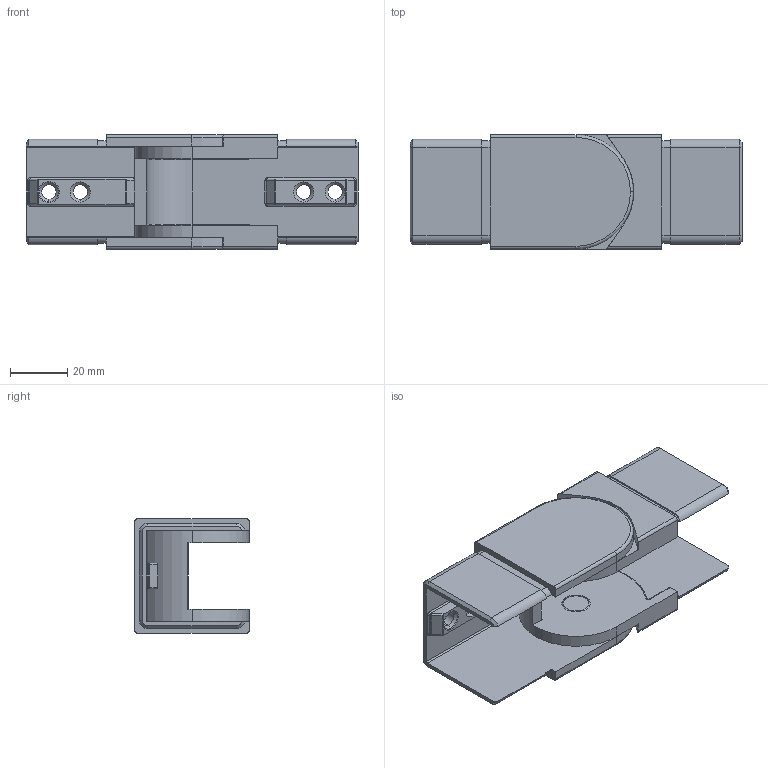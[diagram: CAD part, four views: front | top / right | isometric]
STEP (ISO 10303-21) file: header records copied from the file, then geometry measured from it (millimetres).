
FILE_DESCRIPTION (( 'STEP AP203' ), '1' );
FILE_NAME ('A14_6302-040.STEP', '2023-05-24T10:49:00', ( '' ), ( '' ), 'SwSTEP 2.0', 'SolidWorks 2019', '' );
FILE_SCHEMA (( 'CONFIG_CONTROL_DESIGN' ));
Length unit declared in the file: millimetre
Products named in the file (4): A14_6302-040.P2; A14_6302-040.P3; A14_6302-040; A14_6302-040.P1
Assembly tree (4 placements, depth 2):
  A14_6302-040
    A14_6302-040.P1
    A14_6302-040.P2
    A14_6302-040.P3  x2
Bounding box: 116 x 40 x 40 mm (x, y, z)
Volume: 55134 mm3; surface area: 35193.1 mm2
Topology: 4 solids, 4 shells, 257 faces, 630 edges, 379 vertices
Faces by surface type: cylinder 115, plane 72, cone 32, torus 24, sphere 12, bspline 2
Entity records: 7891 total; most frequent: CARTESIAN_POINT 1464, DIRECTION 1345, ORIENTED_EDGE 1220, EDGE_CURVE 610, AXIS2_PLACEMENT_3D 516, VERTEX_POINT 371, LINE 313, VECTOR 313
